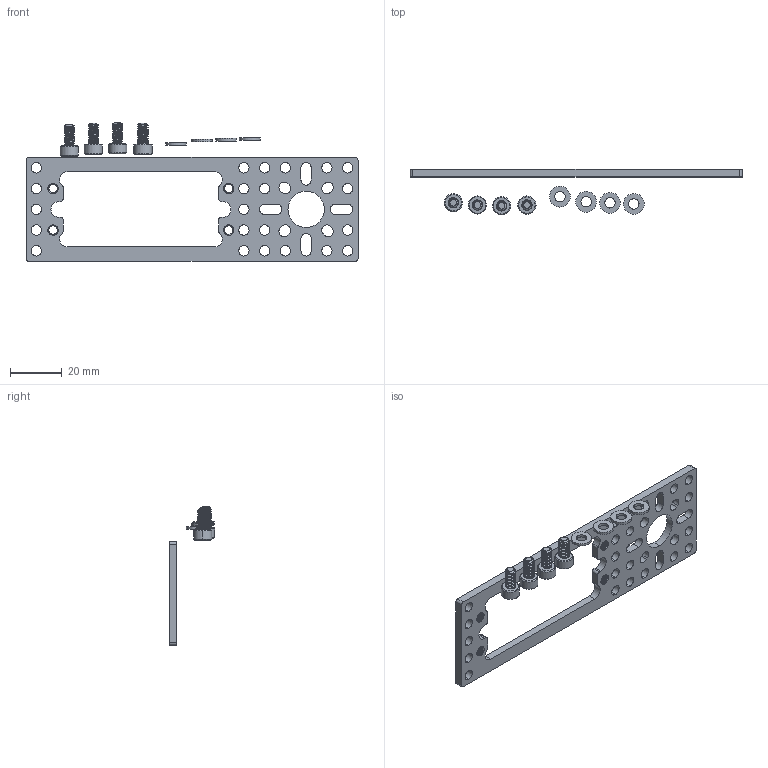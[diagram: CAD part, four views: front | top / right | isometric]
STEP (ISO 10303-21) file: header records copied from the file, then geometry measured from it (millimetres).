
FILE_DESCRIPTION (( 'STEP AP203' ), '1' );
FILE_NAME ('1800-0040-0002 assembly.STEP', '2018-03-22T21:56:16', ( '' ), ( '' ), 'SwSTEP 2.0', 'SolidWorks 2016', '' );
FILE_SCHEMA (( 'CONFIG_CONTROL_DESIGN' ));
Length unit declared in the file: millimetre
Products named in the file (4): 2800-0004-0008_90128A207; 2801-0004-0008_91166A230; 1800-0040-0002; 1800-0040-0002 assembly
Assembly tree (9 placements, depth 2):
  1800-0040-0002 assembly
    1800-0040-0002
    2800-0004-0008_90128A207  x4
    2801-0004-0008_91166A230  x4
Bounding box: 128 x 17.69 x 53.38 mm (x, y, z)
Volume: 8957.5 mm3; surface area: 10239.7 mm2
Topology: 9 solids, 9 shells, 543 faces, 1462 edges, 945 vertices
Faces by surface type: cylinder 370, plane 80, cone 77, bspline 16
Entity records: 21157 total; most frequent: CARTESIAN_POINT 13209, ORIENTED_EDGE 1694, DIRECTION 1431, EDGE_CURVE 847, VERTEX_POINT 552, AXIS2_PLACEMENT_3D 552, EDGE_LOOP 379, VECTOR 327
